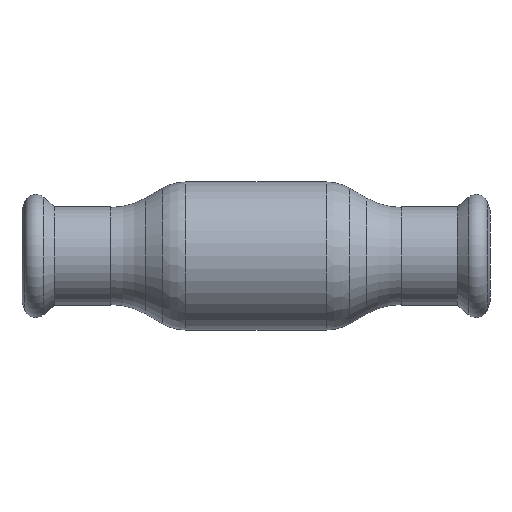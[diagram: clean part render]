
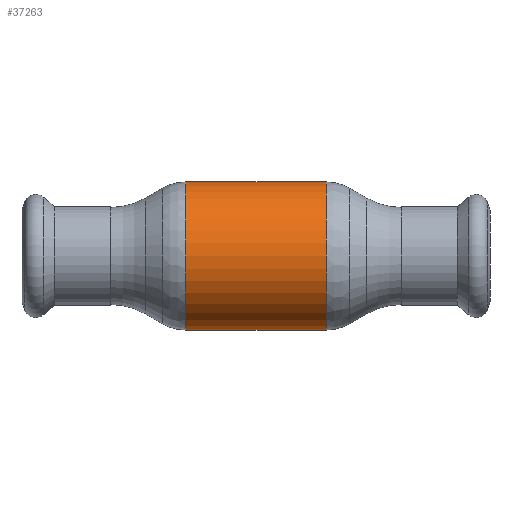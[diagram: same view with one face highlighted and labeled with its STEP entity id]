
A CAD part, front view. The second image highlights one B-rep face of the part: STEP entity #37263.
In plain terms, the highlighted cylindrical face has radius 19 mm (diameter 38 mm), a partial arc.
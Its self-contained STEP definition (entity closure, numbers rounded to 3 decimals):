
#602 = VECTOR ( 'NONE', #43544, 1000. ) ;
#2300 = DIRECTION ( 'NONE',  ( 0., 0., 1. ) ) ;
#4206 = LINE ( 'NONE', #52531, #602 ) ;
#6529 = EDGE_CURVE ( 'NONE', #19738, #8351, #38153, .T. ) ;
#8144 = LINE ( 'NONE', #33517, #30779 ) ;
#8351 = VERTEX_POINT ( 'NONE', #22239 ) ;
#10503 = CARTESIAN_POINT ( 'NONE',  ( -18.035, 0., 0. ) ) ;
#10631 = CYLINDRICAL_SURFACE ( 'NONE', #53255, 19. ) ;
#12706 = ORIENTED_EDGE ( 'NONE', *, *, #56276, .T. ) ;
#13335 = DIRECTION ( 'NONE',  ( 0., 0., 1. ) ) ;
#14232 = CIRCLE ( 'NONE', #32809, 19. ) ;
#19738 = VERTEX_POINT ( 'NONE', #55175 ) ;
#21002 = VERTEX_POINT ( 'NONE', #56726 ) ;
#21796 = DIRECTION ( 'NONE',  ( -1., 0., 0. ) ) ;
#21826 = EDGE_CURVE ( 'NONE', #21002, #30745, #14232, .T. ) ;
#22239 = CARTESIAN_POINT ( 'NONE',  ( -18.035, 0., 19. ) ) ;
#24121 = ORIENTED_EDGE ( 'NONE', *, *, #28644, .F. ) ;
#27789 = ORIENTED_EDGE ( 'NONE', *, *, #21826, .T. ) ;
#28644 = EDGE_CURVE ( 'NONE', #21002, #19738, #8144, .T. ) ;
#30745 = VERTEX_POINT ( 'NONE', #31677 ) ;
#30779 = VECTOR ( 'NONE', #47717, 1000. ) ;
#31677 = CARTESIAN_POINT ( 'NONE',  ( 18.035, 0., 19. ) ) ;
#32809 = AXIS2_PLACEMENT_3D ( 'NONE', #43881, #21796, #13335 ) ;
#33517 = CARTESIAN_POINT ( 'NONE',  ( -62.69, 0., -19. ) ) ;
#37155 = CARTESIAN_POINT ( 'NONE',  ( -62.69, 0., 0. ) ) ;
#37263 = ADVANCED_FACE ( 'NONE', ( #49917 ), #10631, .T. ) ;
#38153 = CIRCLE ( 'NONE', #40918, 19. ) ;
#40918 = AXIS2_PLACEMENT_3D ( 'NONE', #10503, #50355, #2300 ) ;
#41758 = DIRECTION ( 'NONE',  ( 0., 0., 1. ) ) ;
#43458 = ORIENTED_EDGE ( 'NONE', *, *, #6529, .F. ) ;
#43544 = DIRECTION ( 'NONE',  ( -1., 0., 0. ) ) ;
#43881 = CARTESIAN_POINT ( 'NONE',  ( 18.035, 0., 0. ) ) ;
#47717 = DIRECTION ( 'NONE',  ( -1., 0., 0. ) ) ;
#49917 = FACE_OUTER_BOUND ( 'NONE', #54854, .T. ) ;
#50355 = DIRECTION ( 'NONE',  ( -1., 0., 0. ) ) ;
#50480 = DIRECTION ( 'NONE',  ( -1., 0., 0. ) ) ;
#52531 = CARTESIAN_POINT ( 'NONE',  ( -62.69, 0., 19. ) ) ;
#53255 = AXIS2_PLACEMENT_3D ( 'NONE', #37155, #50480, #41758 ) ;
#54854 = EDGE_LOOP ( 'NONE', ( #24121, #27789, #12706, #43458 ) ) ;
#55175 = CARTESIAN_POINT ( 'NONE',  ( -18.035, 0., -19. ) ) ;
#56276 = EDGE_CURVE ( 'NONE', #30745, #8351, #4206, .T. ) ;
#56726 = CARTESIAN_POINT ( 'NONE',  ( 18.035, 0., -19. ) ) ;
